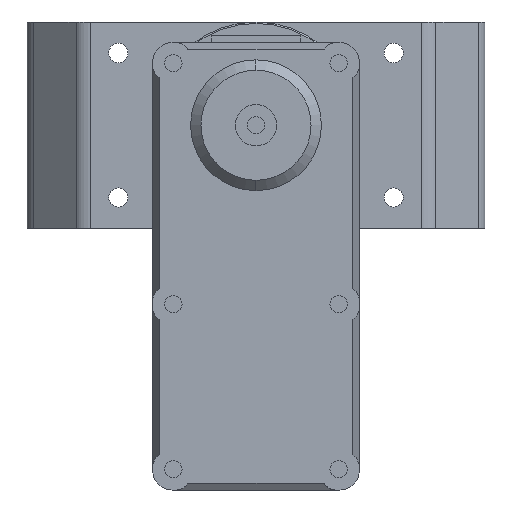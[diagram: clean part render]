
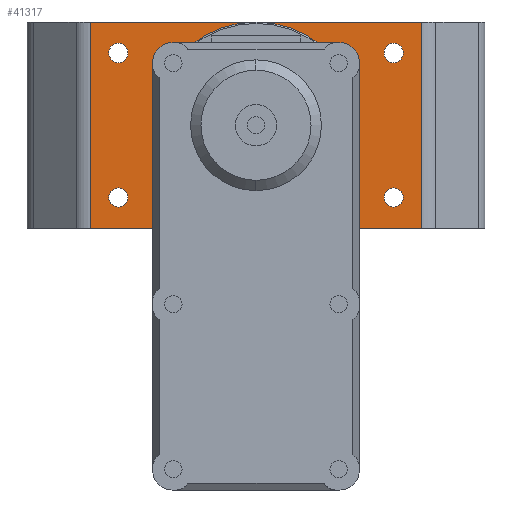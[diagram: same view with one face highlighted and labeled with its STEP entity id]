
A CAD part, left-side view. The second image highlights one B-rep face of the part: STEP entity #41317.
In plain terms, the highlighted face is planar.
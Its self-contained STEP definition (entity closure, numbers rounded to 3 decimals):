
#39892=DIRECTION('',(-1.,0.,0.));
#39893=VECTOR('',#39892,48.015);
#39894=CARTESIAN_POINT('',(57.257,0.,0.));
#39895=LINE('',#39894,#39893);
#39950=DIRECTION('',(0.,1.,0.));
#39951=VECTOR('',#39950,30.);
#39952=CARTESIAN_POINT('',(9.243,0.,0.));
#39953=LINE('',#39952,#39951);
#39958=DIRECTION('',(-1.,0.,0.));
#39959=VECTOR('',#39958,48.015);
#39960=CARTESIAN_POINT('',(57.257,30.,0.));
#39961=LINE('',#39960,#39959);
#39962=CARTESIAN_POINT('',(41.75,6.5,0.));
#39963=DIRECTION('',(0.,0.,-1.));
#39964=DIRECTION('',(-1.,0.,0.));
#39965=AXIS2_PLACEMENT_3D('',#39962,#39963,#39964);
#39967=CARTESIAN_POINT('',(41.75,6.5,0.));
#39968=DIRECTION('',(0.,0.,-1.));
#39969=DIRECTION('',(1.,0.,0.));
#39970=AXIS2_PLACEMENT_3D('',#39967,#39968,#39969);
#39972=CARTESIAN_POINT('',(13.25,4.5,0.));
#39973=DIRECTION('',(0.,0.,-1.));
#39974=DIRECTION('',(-1.,0.,0.));
#39975=AXIS2_PLACEMENT_3D('',#39972,#39973,#39974);
#39977=CARTESIAN_POINT('',(13.25,4.5,0.));
#39978=DIRECTION('',(0.,0.,-1.));
#39979=DIRECTION('',(1.,0.,0.));
#39980=AXIS2_PLACEMENT_3D('',#39977,#39978,#39979);
#39982=CARTESIAN_POINT('',(13.25,25.5,0.));
#39983=DIRECTION('',(0.,0.,-1.));
#39984=DIRECTION('',(-1.,0.,0.));
#39985=AXIS2_PLACEMENT_3D('',#39982,#39983,#39984);
#39987=CARTESIAN_POINT('',(13.25,25.5,0.));
#39988=DIRECTION('',(0.,0.,-1.));
#39989=DIRECTION('',(1.,0.,0.));
#39990=AXIS2_PLACEMENT_3D('',#39987,#39988,#39989);
#39992=CARTESIAN_POINT('',(41.75,23.5,0.));
#39993=DIRECTION('',(0.,0.,-1.));
#39994=DIRECTION('',(-1.,0.,0.));
#39995=AXIS2_PLACEMENT_3D('',#39992,#39993,#39994);
#39997=CARTESIAN_POINT('',(41.75,23.5,0.));
#39998=DIRECTION('',(0.,0.,-1.));
#39999=DIRECTION('',(1.,0.,0.));
#40000=AXIS2_PLACEMENT_3D('',#39997,#39998,#39999);
#40002=CARTESIAN_POINT('',(53.25,4.5,0.));
#40003=DIRECTION('',(0.,0.,-1.));
#40004=DIRECTION('',(-1.,0.,0.));
#40005=AXIS2_PLACEMENT_3D('',#40002,#40003,#40004);
#40007=CARTESIAN_POINT('',(53.25,4.5,0.));
#40008=DIRECTION('',(0.,0.,-1.));
#40009=DIRECTION('',(1.,0.,0.));
#40010=AXIS2_PLACEMENT_3D('',#40007,#40008,#40009);
#40012=CARTESIAN_POINT('',(24.75,6.5,0.));
#40013=DIRECTION('',(0.,0.,-1.));
#40014=DIRECTION('',(-1.,0.,0.));
#40015=AXIS2_PLACEMENT_3D('',#40012,#40013,#40014);
#40017=CARTESIAN_POINT('',(24.75,6.5,0.));
#40018=DIRECTION('',(0.,0.,-1.));
#40019=DIRECTION('',(1.,0.,0.));
#40020=AXIS2_PLACEMENT_3D('',#40017,#40018,#40019);
#40022=CARTESIAN_POINT('',(33.25,15.,0.));
#40023=DIRECTION('',(0.,0.,-1.));
#40024=DIRECTION('',(-1.,0.,0.));
#40025=AXIS2_PLACEMENT_3D('',#40022,#40023,#40024);
#40027=CARTESIAN_POINT('',(33.25,15.,0.));
#40028=DIRECTION('',(0.,0.,-1.));
#40029=DIRECTION('',(1.,0.,0.));
#40030=AXIS2_PLACEMENT_3D('',#40027,#40028,#40029);
#40032=CARTESIAN_POINT('',(24.75,23.5,0.));
#40033=DIRECTION('',(0.,0.,-1.));
#40034=DIRECTION('',(-1.,0.,0.));
#40035=AXIS2_PLACEMENT_3D('',#40032,#40033,#40034);
#40037=CARTESIAN_POINT('',(24.75,23.5,0.));
#40038=DIRECTION('',(0.,0.,-1.));
#40039=DIRECTION('',(1.,0.,0.));
#40040=AXIS2_PLACEMENT_3D('',#40037,#40038,#40039);
#40042=CARTESIAN_POINT('',(53.25,25.5,0.));
#40043=DIRECTION('',(0.,0.,-1.));
#40044=DIRECTION('',(-1.,0.,0.));
#40045=AXIS2_PLACEMENT_3D('',#40042,#40043,#40044);
#40047=CARTESIAN_POINT('',(53.25,25.5,0.));
#40048=DIRECTION('',(0.,0.,-1.));
#40049=DIRECTION('',(1.,0.,0.));
#40050=AXIS2_PLACEMENT_3D('',#40047,#40048,#40049);
#40056=DIRECTION('',(0.,-1.,0.));
#40057=VECTOR('',#40056,30.);
#40058=CARTESIAN_POINT('',(57.257,30.,0.));
#40059=LINE('',#40058,#40057);
#40598=CARTESIAN_POINT('',(9.243,30.,0.));
#40599=VERTEX_POINT('',#40598);
#40600=CARTESIAN_POINT('',(57.257,30.,0.));
#40601=VERTEX_POINT('',#40600);
#40710=CARTESIAN_POINT('',(57.257,0.,0.));
#40711=VERTEX_POINT('',#40710);
#40712=CARTESIAN_POINT('',(9.243,0.,0.));
#40713=VERTEX_POINT('',#40712);
#40728=CARTESIAN_POINT('',(43.15,6.5,0.));
#40730=VERTEX_POINT('',#40728);
#40734=CARTESIAN_POINT('',(40.35,6.5,0.));
#40735=VERTEX_POINT('',#40734);
#40736=CARTESIAN_POINT('',(14.65,4.5,0.));
#40738=VERTEX_POINT('',#40736);
#40742=CARTESIAN_POINT('',(11.85,4.5,0.));
#40743=VERTEX_POINT('',#40742);
#40744=CARTESIAN_POINT('',(14.65,25.5,0.));
#40746=VERTEX_POINT('',#40744);
#40750=CARTESIAN_POINT('',(11.85,25.5,0.));
#40751=VERTEX_POINT('',#40750);
#40752=CARTESIAN_POINT('',(43.15,23.5,0.));
#40754=VERTEX_POINT('',#40752);
#40758=CARTESIAN_POINT('',(40.35,23.5,0.));
#40759=VERTEX_POINT('',#40758);
#40760=CARTESIAN_POINT('',(54.65,4.5,0.));
#40762=VERTEX_POINT('',#40760);
#40766=CARTESIAN_POINT('',(51.85,4.5,0.));
#40767=VERTEX_POINT('',#40766);
#40768=CARTESIAN_POINT('',(26.15,6.5,0.));
#40770=VERTEX_POINT('',#40768);
#40774=CARTESIAN_POINT('',(23.35,6.5,0.));
#40775=VERTEX_POINT('',#40774);
#40776=CARTESIAN_POINT('',(38.25,15.,0.));
#40778=VERTEX_POINT('',#40776);
#40782=CARTESIAN_POINT('',(28.25,15.,0.));
#40783=VERTEX_POINT('',#40782);
#40784=CARTESIAN_POINT('',(26.15,23.5,0.));
#40786=VERTEX_POINT('',#40784);
#40790=CARTESIAN_POINT('',(23.35,23.5,0.));
#40791=VERTEX_POINT('',#40790);
#40792=CARTESIAN_POINT('',(54.65,25.5,0.));
#40794=VERTEX_POINT('',#40792);
#40798=CARTESIAN_POINT('',(51.85,25.5,0.));
#40799=VERTEX_POINT('',#40798);
#41251=CARTESIAN_POINT('',(8.,0.,0.));
#41252=DIRECTION('',(0.,0.,1.));
#41253=DIRECTION('',(1.,0.,0.));
#41254=AXIS2_PLACEMENT_3D('',#41251,#41252,#41253);
#41255=PLANE('',#41254);
#41256=ORIENTED_EDGE('',*,*,#41244,.T.);
#41257=ORIENTED_EDGE('',*,*,#40991,.F.);
#41259=ORIENTED_EDGE('',*,*,#41258,.T.);
#41260=ORIENTED_EDGE('',*,*,#41180,.T.);
#41261=EDGE_LOOP('',(#41256,#41257,#41259,#41260));
#41262=FACE_OUTER_BOUND('',#41261,.F.);
#41264=ORIENTED_EDGE('',*,*,#41263,.F.);
#41266=ORIENTED_EDGE('',*,*,#41265,.F.);
#41267=EDGE_LOOP('',(#41264,#41266));
#41268=FACE_BOUND('',#41267,.F.);
#41270=ORIENTED_EDGE('',*,*,#41269,.F.);
#41272=ORIENTED_EDGE('',*,*,#41271,.F.);
#41273=EDGE_LOOP('',(#41270,#41272));
#41274=FACE_BOUND('',#41273,.F.);
#41276=ORIENTED_EDGE('',*,*,#41275,.F.);
#41278=ORIENTED_EDGE('',*,*,#41277,.F.);
#41279=EDGE_LOOP('',(#41276,#41278));
#41280=FACE_BOUND('',#41279,.F.);
#41282=ORIENTED_EDGE('',*,*,#41281,.F.);
#41284=ORIENTED_EDGE('',*,*,#41283,.F.);
#41285=EDGE_LOOP('',(#41282,#41284));
#41286=FACE_BOUND('',#41285,.F.);
#41288=ORIENTED_EDGE('',*,*,#41287,.F.);
#41290=ORIENTED_EDGE('',*,*,#41289,.F.);
#41291=EDGE_LOOP('',(#41288,#41290));
#41292=FACE_BOUND('',#41291,.F.);
#41294=ORIENTED_EDGE('',*,*,#41293,.F.);
#41296=ORIENTED_EDGE('',*,*,#41295,.F.);
#41297=EDGE_LOOP('',(#41294,#41296));
#41298=FACE_BOUND('',#41297,.F.);
#41300=ORIENTED_EDGE('',*,*,#41299,.F.);
#41302=ORIENTED_EDGE('',*,*,#41301,.F.);
#41303=EDGE_LOOP('',(#41300,#41302));
#41304=FACE_BOUND('',#41303,.F.);
#41306=ORIENTED_EDGE('',*,*,#41305,.F.);
#41308=ORIENTED_EDGE('',*,*,#41307,.F.);
#41309=EDGE_LOOP('',(#41306,#41308));
#41310=FACE_BOUND('',#41309,.F.);
#41312=ORIENTED_EDGE('',*,*,#41311,.F.);
#41314=ORIENTED_EDGE('',*,*,#41313,.F.);
#41315=EDGE_LOOP('',(#41312,#41314));
#41316=FACE_BOUND('',#41315,.F.);
#41317=ADVANCED_FACE('',(#41262,#41268,#41274,#41280,#41286,#41292,#41298,
#41304,#41310,#41316),#41255,.T.);
#39966=CIRCLE('',#39965,1.4);
#39971=CIRCLE('',#39970,1.4);
#39976=CIRCLE('',#39975,1.4);
#39981=CIRCLE('',#39980,1.4);
#39986=CIRCLE('',#39985,1.4);
#39991=CIRCLE('',#39990,1.4);
#39996=CIRCLE('',#39995,1.4);
#40001=CIRCLE('',#40000,1.4);
#40006=CIRCLE('',#40005,1.4);
#40011=CIRCLE('',#40010,1.4);
#40016=CIRCLE('',#40015,1.4);
#40021=CIRCLE('',#40020,1.4);
#40026=CIRCLE('',#40025,5.);
#40031=CIRCLE('',#40030,5.);
#40036=CIRCLE('',#40035,1.4);
#40041=CIRCLE('',#40040,1.4);
#40046=CIRCLE('',#40045,1.4);
#40051=CIRCLE('',#40050,1.4);
#40991=EDGE_CURVE('',#40601,#40599,#39961,.T.);
#41180=EDGE_CURVE('',#40711,#40713,#39895,.T.);
#41244=EDGE_CURVE('',#40713,#40599,#39953,.T.);
#41258=EDGE_CURVE('',#40601,#40711,#40059,.T.);
#41263=EDGE_CURVE('',#40735,#40730,#39966,.T.);
#41265=EDGE_CURVE('',#40730,#40735,#39971,.T.);
#41269=EDGE_CURVE('',#40743,#40738,#39976,.T.);
#41271=EDGE_CURVE('',#40738,#40743,#39981,.T.);
#41275=EDGE_CURVE('',#40751,#40746,#39986,.T.);
#41277=EDGE_CURVE('',#40746,#40751,#39991,.T.);
#41281=EDGE_CURVE('',#40759,#40754,#39996,.T.);
#41283=EDGE_CURVE('',#40754,#40759,#40001,.T.);
#41287=EDGE_CURVE('',#40767,#40762,#40006,.T.);
#41289=EDGE_CURVE('',#40762,#40767,#40011,.T.);
#41293=EDGE_CURVE('',#40775,#40770,#40016,.T.);
#41295=EDGE_CURVE('',#40770,#40775,#40021,.T.);
#41299=EDGE_CURVE('',#40783,#40778,#40026,.T.);
#41301=EDGE_CURVE('',#40778,#40783,#40031,.T.);
#41305=EDGE_CURVE('',#40791,#40786,#40036,.T.);
#41307=EDGE_CURVE('',#40786,#40791,#40041,.T.);
#41311=EDGE_CURVE('',#40799,#40794,#40046,.T.);
#41313=EDGE_CURVE('',#40794,#40799,#40051,.T.);
